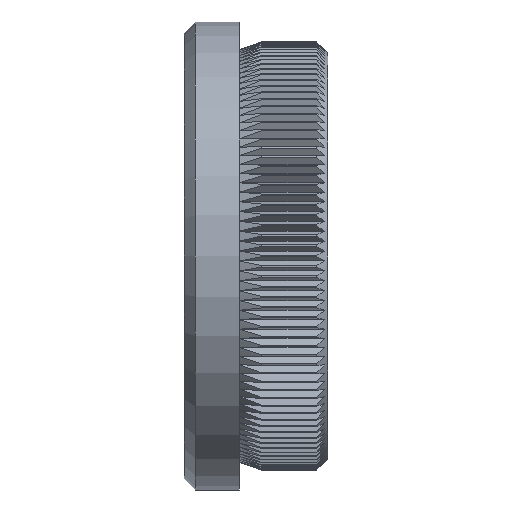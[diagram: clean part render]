
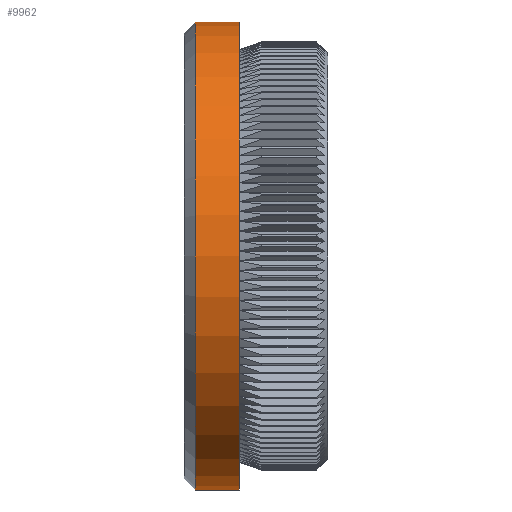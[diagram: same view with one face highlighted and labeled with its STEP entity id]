
A CAD part, left-side view. The second image highlights one B-rep face of the part: STEP entity #9962.
In plain terms, the highlighted cylindrical face has radius 21.2 mm (diameter 42.4 mm), a partial arc.
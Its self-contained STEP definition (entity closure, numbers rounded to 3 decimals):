
#43 = EDGE_LOOP ( 'NONE', ( #12828, #18021, #10385, #1053 ) ) ;
#1053 = ORIENTED_EDGE ( 'NONE', *, *, #1949, .F. ) ;
#1523 = DIRECTION ( 'NONE',  ( 0., -1., 0. ) ) ;
#1949 = EDGE_CURVE ( 'NONE', #22748, #12670, #1975, .T. ) ;
#1975 = CIRCLE ( 'NONE', #15703, 21.2 ) ;
#3780 = VECTOR ( 'NONE', #21095, 1000. ) ;
#6170 = CYLINDRICAL_SURFACE ( 'NONE', #16218, 21.2 ) ;
#6694 = CARTESIAN_POINT ( 'NONE',  ( 0., 8., -21.2 ) ) ;
#7491 = AXIS2_PLACEMENT_3D ( 'NONE', #17108, #24241, #26633 ) ;
#7612 = EDGE_CURVE ( 'NONE', #19644, #22748, #20534, .T. ) ;
#9003 = CARTESIAN_POINT ( 'NONE',  ( 0., 0., -21.2 ) ) ;
#9962 = ADVANCED_FACE ( 'NONE', ( #18767 ), #6170, .T. ) ;
#10385 = ORIENTED_EDGE ( 'NONE', *, *, #14191, .T. ) ;
#11204 = DIRECTION ( 'NONE',  ( 0., 0., -1. ) ) ;
#11363 = CARTESIAN_POINT ( 'NONE',  ( 0., 0., 0. ) ) ;
#12670 = VERTEX_POINT ( 'NONE', #6694 ) ;
#12828 = ORIENTED_EDGE ( 'NONE', *, *, #7612, .F. ) ;
#13735 = DIRECTION ( 'NONE',  ( 0., 0., -1. ) ) ;
#14191 = EDGE_CURVE ( 'NONE', #24310, #12670, #15974, .T. ) ;
#15703 = AXIS2_PLACEMENT_3D ( 'NONE', #30413, #27756, #11204 ) ;
#15974 = LINE ( 'NONE', #9003, #3780 ) ;
#16218 = AXIS2_PLACEMENT_3D ( 'NONE', #11363, #1523, #13735 ) ;
#17108 = CARTESIAN_POINT ( 'NONE',  ( 0., 12., 0. ) ) ;
#18021 = ORIENTED_EDGE ( 'NONE', *, *, #21888, .T. ) ;
#18767 = FACE_OUTER_BOUND ( 'NONE', #43, .T. ) ;
#19644 = VERTEX_POINT ( 'NONE', #23126 ) ;
#20354 = DIRECTION ( 'NONE',  ( 0., -1., 0. ) ) ;
#20534 = LINE ( 'NONE', #22950, #30150 ) ;
#21095 = DIRECTION ( 'NONE',  ( 0., -1., 0. ) ) ;
#21888 = EDGE_CURVE ( 'NONE', #19644, #24310, #29101, .T. ) ;
#22475 = CARTESIAN_POINT ( 'NONE',  ( 0., 8., 21.2 ) ) ;
#22748 = VERTEX_POINT ( 'NONE', #22475 ) ;
#22950 = CARTESIAN_POINT ( 'NONE',  ( 0., 0., 21.2 ) ) ;
#23126 = CARTESIAN_POINT ( 'NONE',  ( 0., 12., 21.2 ) ) ;
#24241 = DIRECTION ( 'NONE',  ( 0., -1., 0. ) ) ;
#24310 = VERTEX_POINT ( 'NONE', #28385 ) ;
#26633 = DIRECTION ( 'NONE',  ( 0., 0., 1. ) ) ;
#27756 = DIRECTION ( 'NONE',  ( 0., -1., 0. ) ) ;
#28385 = CARTESIAN_POINT ( 'NONE',  ( 0., 12., -21.2 ) ) ;
#29101 = CIRCLE ( 'NONE', #7491, 21.2 ) ;
#30150 = VECTOR ( 'NONE', #20354, 1000. ) ;
#30413 = CARTESIAN_POINT ( 'NONE',  ( 0., 8., 0. ) ) ;
